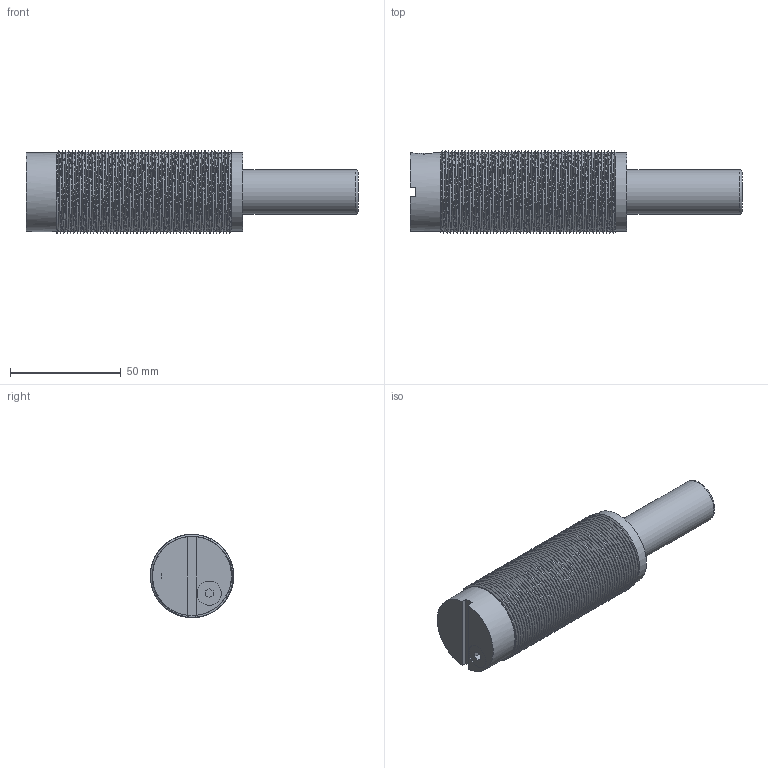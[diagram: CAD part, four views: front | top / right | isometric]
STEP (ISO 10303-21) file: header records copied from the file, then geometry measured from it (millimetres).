
FILE_DESCRIPTION(/* description */ ('STEP AP203'),/* implementation_level */ '2;1');
FILE_NAME(/* name */ 'P 00500_050 M38.stp',/* time_stamp */ '2019-03-25T10:29:21+03:00',/* author */ ('Doğan'),/* organization */ (''),/* preprocessor_version */ 'ST-DEVELOPER v17.2',/* originating_system */ 'Autodesk Inventor 2019',/* authorisation */ '');
FILE_SCHEMA (('AUTOMOTIVE_DESIGN { 1 0 10303 214 3 1 1 }'));
Length unit declared in the file: millimetre
Products named in the file (1): P 00500_050 M38
Bounding box: 150 x 37.6 x 37.6 mm (x, y, z)
Volume: 117198.2 mm3; surface area: 23095.8 mm2
Topology: 1 solids, 1 shells, 93 faces, 262 edges, 179 vertices
Faces by surface type: cylinder 61, plane 26, torus 2, cone 2, bspline 2
Full cylindrical faces by diameter (mm): 5 x1, 10 x1, 11 x2, 20 x1, 35.7 x2, 35.835 x52
Entity records: 9887 total; most frequent: CARTESIAN_POINT 7624, ORIENTED_EDGE 522, DIRECTION 370, EDGE_CURVE 261, VERTEX_POINT 179, AXIS2_PLACEMENT_3D 132, B_SPLINE_CURVE_WITH_KNOTS 114, LINE 106
